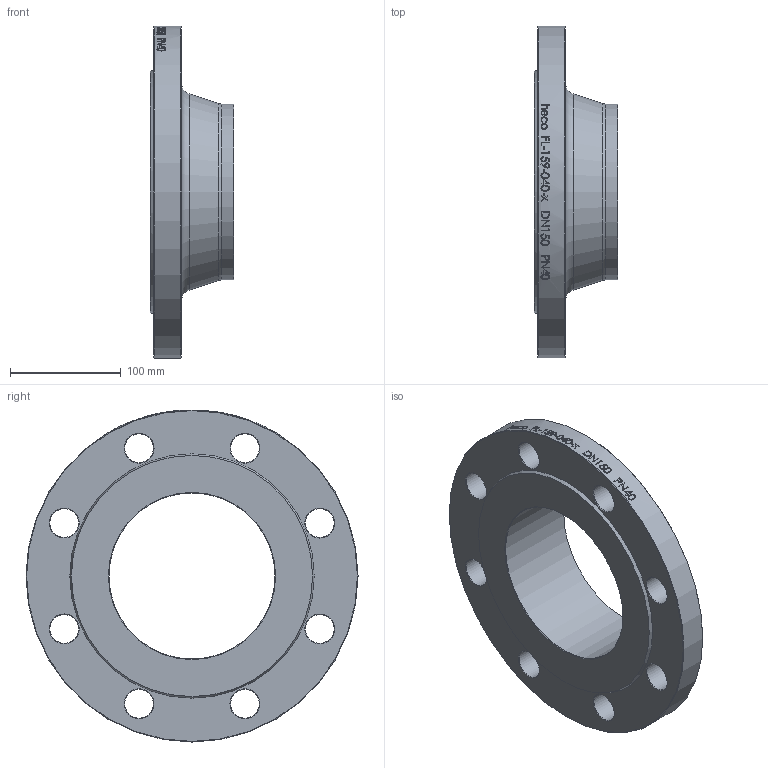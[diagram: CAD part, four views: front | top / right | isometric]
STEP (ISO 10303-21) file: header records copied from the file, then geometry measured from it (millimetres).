
FILE_DESCRIPTION (( 'STEP AP214' ), '1' );
FILE_NAME ('FL-159-040-x Vorschweissflansch PN40 DN150 din DIN2635 2009.STEP', '2020-09-25T11:08:05', ( '' ), ( '' ), 'SwSTEP 2.0', 'SolidWorks 2019', '' );
FILE_SCHEMA (( 'AUTOMOTIVE_DESIGN' ));
Length unit declared in the file: millimetre
Products named in the file (1): FL-159-040-x Vorschweissflansch PN40 DN150 din DIN2635 2009
Bounding box: 75 x 300 x 300 mm (x, y, z)
Volume: 1492272.5 mm3; surface area: 191478.9 mm2
Topology: 1 solids, 1 shells, 74 faces, 339 edges, 305 vertices
Faces by surface type: cylinder 47, cone 21, plane 4, torus 2
Full cylindrical faces by diameter (mm): 26 x8, 150 x1, 159 x1, 300 x1
Entity records: 8475 total; most frequent: CARTESIAN_POINT 5563, ORIENTED_EDGE 590, DIRECTION 416, EDGE_CURVE 295, VERTEX_POINT 295, AXIS2_PLACEMENT_3D 184, EDGE_LOOP 164, B_SPLINE_CURVE_WITH_KNOTS 138
